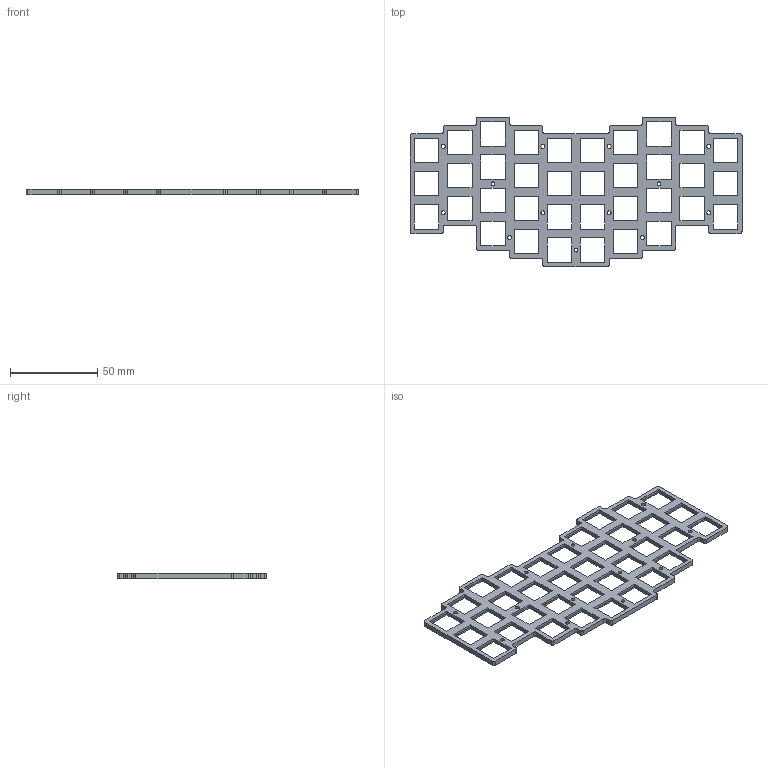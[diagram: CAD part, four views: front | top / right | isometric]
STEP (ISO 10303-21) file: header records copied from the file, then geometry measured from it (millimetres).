
FILE_DESCRIPTION(('HOOPS Exchange Step'),'2;1');
FILE_NAME('temp_export','2023-06-10T13:29:08-04:00',('jscotto'),('Shapr3D Limited'),'HOOPS Exchange 2022.2','Shapr3D','Authorized');
FILE_SCHEMA( ('AUTOMOTIVE_DESIGN { 1 0 10303 214 1 1 1 1 }') );
Length unit declared in the file: millimetre
Products named in the file (1): Plate
Bounding box: 190.54 x 85.76 x 3 mm (x, y, z)
Volume: 16342.2 mm3; surface area: 20192.9 mm2
Topology: 1 solids, 1 shells, 411 faces, 1145 edges, 772 vertices
Faces by surface type: plane 362, cylinder 49
Full cylindrical faces by diameter (mm): 2.2 x13
Entity records: 13271 total; most frequent: CARTESIAN_POINT 2329, ORIENTED_EDGE 2290, DIRECTION 2093, EDGE_CURVE 1145, VECTOR 1021, LINE 1021, VERTEX_POINT 772, EDGE_LOOP 545
